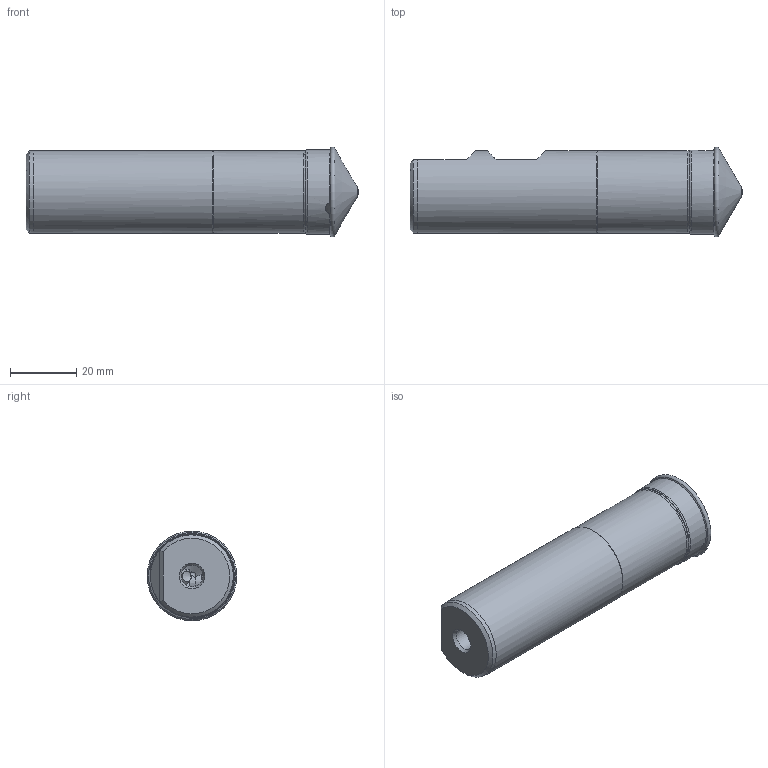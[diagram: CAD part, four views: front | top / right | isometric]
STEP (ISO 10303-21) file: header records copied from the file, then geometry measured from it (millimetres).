
FILE_DESCRIPTION (( 'STEP AP214' ), '1' );
FILE_NAME ('EFA-30-82.STEP', '2014-07-02T08:32:59', ( '' ), ( '' ), 'SwSTEP 2.0', 'SolidWorks 2014', '' );
FILE_SCHEMA (( 'AUTOMOTIVE_DESIGN' ));
Length unit declared in the file: millimetre
Products named in the file (1): EFA-30-82
Bounding box: 100 x 27 x 27 mm (x, y, z)
Volume: 42113.1 mm3; surface area: 10225.8 mm2
Topology: 1 solids, 1 shells, 41 faces, 103 edges, 65 vertices
Faces by surface type: plane 15, cone 10, cylinder 10, torus 6
Full cylindrical faces by diameter (mm): 0.04 x2, 3 x1, 6.5 x1, 24.8 x1, 25 x1
Entity records: 1403 total; most frequent: CARTESIAN_POINT 489, ORIENTED_EDGE 158, DIRECTION 154, EDGE_CURVE 79, AXIS2_PLACEMENT_3D 66, EDGE_LOOP 57, VERTEX_POINT 56, FACE_OUTER_BOUND 48
